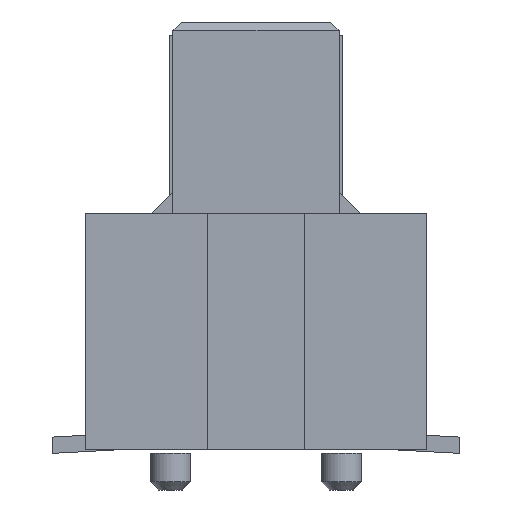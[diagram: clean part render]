
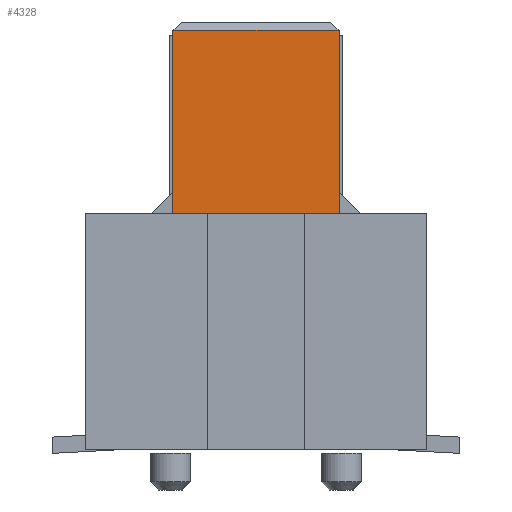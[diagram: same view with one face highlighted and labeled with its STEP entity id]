
A CAD part, left-side view. The second image highlights one B-rep face of the part: STEP entity #4328.
In plain terms, the highlighted planar face has unit normal (-1, 0, 0).
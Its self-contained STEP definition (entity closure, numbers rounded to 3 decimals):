
#208=FACE_OUTER_BOUND('',#482,.T.);
#482=EDGE_LOOP('',(#3193,#3194,#3195,#3196));
#851=LINE('',#6380,#1429);
#863=LINE('',#6403,#1441);
#866=LINE('',#6409,#1444);
#867=LINE('',#6410,#1445);
#1429=VECTOR('',#5208,2.04);
#1441=VECTOR('',#5228,2.25);
#1444=VECTOR('',#5233,2.25);
#1445=VECTOR('',#5234,2.04);
#1943=VERTEX_POINT('',#6378);
#1944=VERTEX_POINT('',#6379);
#1951=VERTEX_POINT('',#6402);
#1953=VERTEX_POINT('',#6408);
#2397=EDGE_CURVE('',#1943,#1944,#851,.T.);
#2409=EDGE_CURVE('',#1951,#1944,#863,.T.);
#2412=EDGE_CURVE('',#1953,#1943,#866,.T.);
#2413=EDGE_CURVE('',#1951,#1953,#867,.T.);
#3193=ORIENTED_EDGE('',*,*,#2397,.F.);
#3194=ORIENTED_EDGE('',*,*,#2412,.F.);
#3195=ORIENTED_EDGE('',*,*,#2413,.F.);
#3196=ORIENTED_EDGE('',*,*,#2409,.T.);
#4058=PLANE('',#4641);
#4328=ADVANCED_FACE('',(#208),#4058,.F.);
#4641=AXIS2_PLACEMENT_3D('',#6407,#5231,#5232);
#5208=DIRECTION('',(0.,-1.,0.));
#5228=DIRECTION('',(0.,0.,1.));
#5231=DIRECTION('center_axis',(1.,0.,0.));
#5232=DIRECTION('ref_axis',(0.,0.,1.));
#5233=DIRECTION('',(0.,0.,1.));
#5234=DIRECTION('',(0.,1.,0.));
#6378=CARTESIAN_POINT('',(-16.75,1.02,5.2));
#6379=CARTESIAN_POINT('',(-16.75,-1.02,5.2));
#6380=CARTESIAN_POINT('',(-16.75,0.,5.2));
#6402=CARTESIAN_POINT('',(-16.75,-1.02,2.95));
#6403=CARTESIAN_POINT('',(-16.75,-1.02,3.945));
#6407=CARTESIAN_POINT('Origin',(-16.75,0.,4.205));
#6408=CARTESIAN_POINT('',(-16.75,1.02,2.95));
#6409=CARTESIAN_POINT('',(-16.75,1.02,4.205));
#6410=CARTESIAN_POINT('',(-16.75,0.,2.95));
